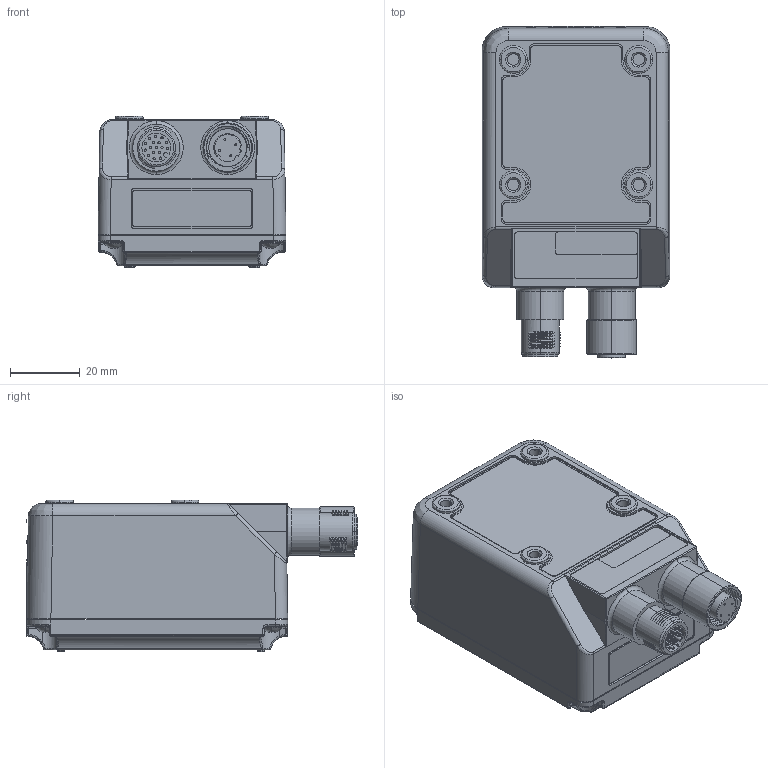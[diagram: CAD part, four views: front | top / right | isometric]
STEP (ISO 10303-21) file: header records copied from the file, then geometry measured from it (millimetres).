
FILE_DESCRIPTION((''),'2;1');
FILE_NAME('209230_ASM','2018-11-20T',('pdmadmin'),('BANNER ENGINEERING'),'CREO PARAMETRIC BY PTC INC, 2016260','CREO PARAMETRIC BY PTC INC, 2016260','');
FILE_SCHEMA(('CONFIG_CONTROL_DESIGN'));
Products named in the file (6): NB_DATALOGIC_HOUSING; NB_DATALOGIC_COVER; NB_DATALOGIC_CONNECTOR; M3_HEX_BHCS; NB_DATALOGIC_BUTTON; 209230_ASM
Assembly tree (8 placements, depth 2):
  209230_ASM
    NB_DATALOGIC_HOUSING
    NB_DATALOGIC_COVER
    NB_DATALOGIC_CONNECTOR
    M3_HEX_BHCS  x4
    NB_DATALOGIC_BUTTON
Bounding box: 54 x 95.35 x 43.5 mm (x, y, z)
Volume: 21839.1 mm3; surface area: 41444.4 mm2
Topology: 50 solids, 50 shells, 1964 faces, 5088 edges, 3316 vertices
Faces by surface type: plane 1366, cylinder 375, bspline 128, torus 63, cone 18, sphere 14
Entity records: 73123 total; most frequent: CARTESIAN_POINT 26615, ORIENTED_EDGE 9948, DIRECTION 8901, EDGE_CURVE 4974, VECTOR 3833, LINE 3833, VERTEX_POINT 3244, AXIS2_PLACEMENT_3D 2534
